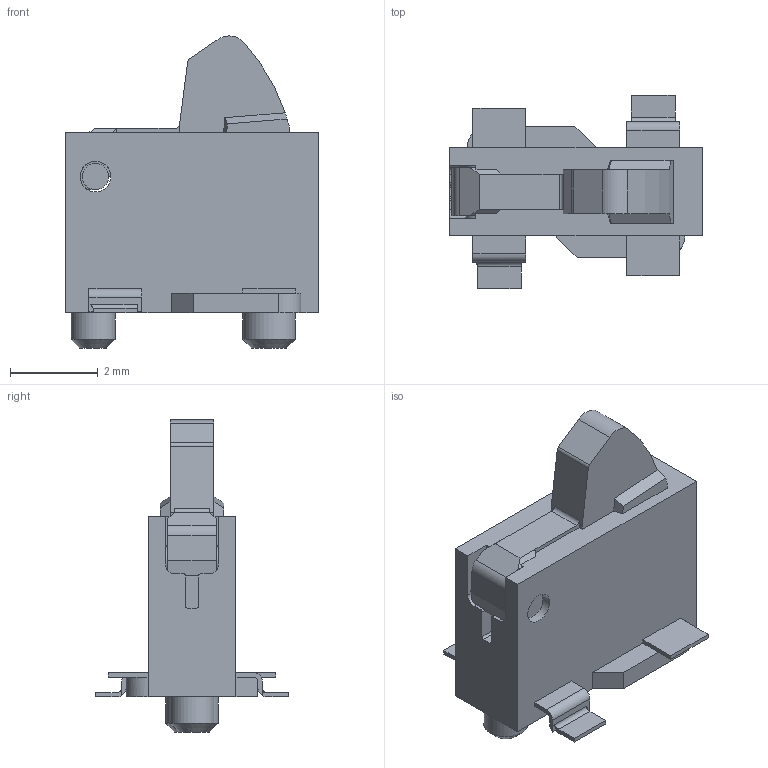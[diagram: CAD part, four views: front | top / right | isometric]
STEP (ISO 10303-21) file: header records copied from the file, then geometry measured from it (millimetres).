
FILE_DESCRIPTION(('FreeCAD Model'),'2;1');
FILE_NAME('temp123.step','2018-12-06T20:58:32',( 'Author'),(''),'Open CASCADE STEP processor 7.2','FreeCAD','Unknown' );
FILE_SCHEMA(('AUTOMOTIVE_DESIGN { 1 0 10303 214 1 1 1 1 }'));
Length unit declared in the file: millimetre
Products named in the file (1): Fusion
Bounding box: 5.75 x 4.4 x 7.1 mm (x, y, z)
Volume: 54.2 mm3; surface area: 125.1 mm2
Topology: 1 solids, 1 shells, 118 faces, 339 edges, 224 vertices
Faces by surface type: plane 91, cylinder 25, cone 2
Full cylindrical faces by diameter (mm): 0.6 x1, 0.7 x1, 1 x1, 1.2 x1
Entity records: 4702 total; most frequent: CARTESIAN_POINT 697, ORIENTED_EDGE 678, DIRECTION 646, EDGE_CURVE 339, LINE 252, VECTOR 252, VERTEX_POINT 224, AXIS2_PLACEMENT_3D 197
